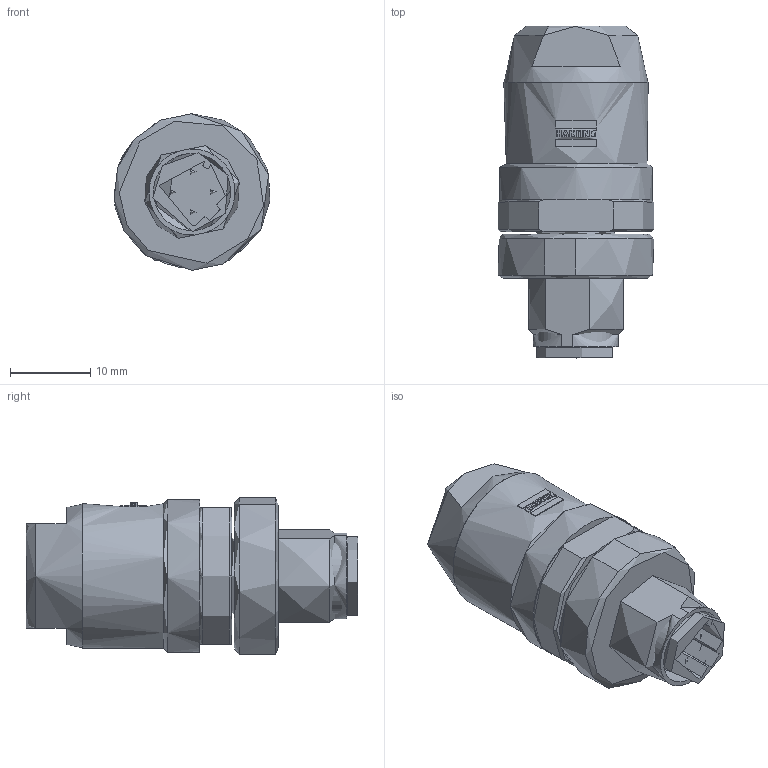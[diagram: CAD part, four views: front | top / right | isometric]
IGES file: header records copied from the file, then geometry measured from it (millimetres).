
Start section: HARTING HARTING HARTING HARTING HARTING HARTING HARTING HARTING HARTING This Document is valid for Parts No. 21 03 882 1405
Global section: file name: MD_21038821405_R412892.igs; preprocessor: I-DEAS 3D IGES Translator 10; author: ITIS-3; organization: HARTING KGaA, D-32339 Espelkamp; date: 20071031.130420; units: millimetre
Bounding box: 19.4 x 41.3 x 19.5 mm (x, y, z)
Volume: 7991.3 mm3; surface area: 4076.3 mm2
Topology: 1 solids, 1 shells, 158 faces, 399 edges, 264 vertices
Faces by surface type: bspline 158
